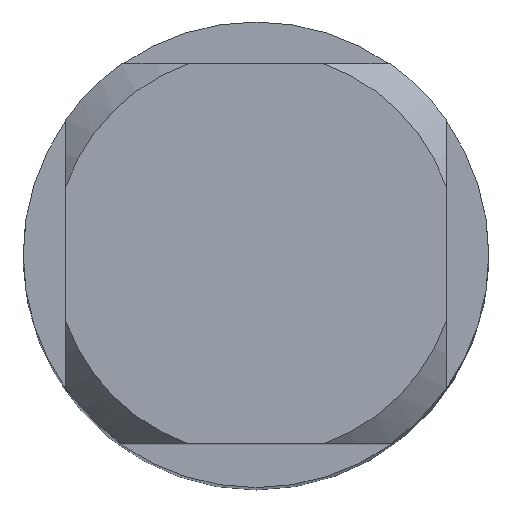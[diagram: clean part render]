
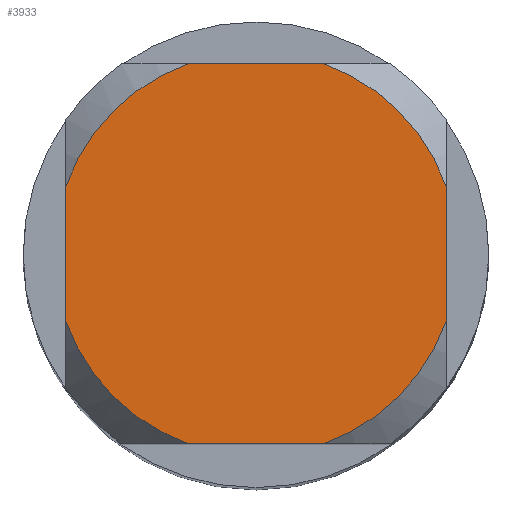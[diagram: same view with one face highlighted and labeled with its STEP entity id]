
A CAD part, top view. The second image highlights one B-rep face of the part: STEP entity #3933.
In plain terms, the highlighted planar face has unit normal (0, 0, 1).
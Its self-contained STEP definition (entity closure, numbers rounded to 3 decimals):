
#2503=VERTEX_POINT('',#7190);
#2587=EDGE_CURVE('',#4405,#5709,#7284,.T.);
#2591=EDGE_CURVE('',#3719,#5899,#7288,.T.);
#2605=EDGE_CURVE('',#3971,#5899,#7304,.T.);
#3147=EDGE_CURVE('',#3971,#4749,#7890,.T.);
#3301=EDGE_CURVE('',#2503,#5709,#8057,.T.);
#3719=VERTEX_POINT('',#8514);
#3933=ADVANCED_FACE('',(#8752),#8753,.T.);
#3971=VERTEX_POINT('',#8793);
#4073=VERTEX_POINT('',#8904);
#4159=EDGE_CURVE('',#4405,#4073,#9000,.T.);
#4405=VERTEX_POINT('',#9264);
#4749=VERTEX_POINT('',#9642);
#5709=VERTEX_POINT('',#10693);
#5899=VERTEX_POINT('',#10900);
#6313=EDGE_CURVE('',#3719,#4073,#11344,.T.);
#6667=EDGE_CURVE('',#2503,#4749,#11728,.T.);
#7190=CARTESIAN_POINT('',(-2.45,0.87,0.0));
#7284=LINE('',#12740,#12741);
#7288=CIRCLE('',#12748,2.6);
#7304=LINE('',#12774,#12775);
#7890=CIRCLE('',#14417,2.6);
#8057=CIRCLE('',#14856,2.6);
#8514=CARTESIAN_POINT('',(2.45,-0.87,0.0));
#8752=FACE_OUTER_BOUND('',#16753,.T.);
#8753=PLANE('',#16754);
#8793=CARTESIAN_POINT('',(-0.87,-2.45,0.0));
#8904=CARTESIAN_POINT('',(2.45,0.87,0.0));
#9000=CIRCLE('',#17427,2.6);
#9264=CARTESIAN_POINT('',(0.87,2.45,0.0));
#9642=CARTESIAN_POINT('',(-2.45,-0.87,0.0));
#10693=CARTESIAN_POINT('',(-0.87,2.45,0.0));
#10900=CARTESIAN_POINT('',(0.87,-2.45,0.0));
#11344=LINE('',#23238,#23239);
#11728=LINE('',#24151,#24152);
#12740=CARTESIAN_POINT('',(0.0,2.45,0.0));
#12741=VECTOR('',#25269,1.0);
#12748=AXIS2_PLACEMENT_3D('',#25271,#25272,#25273);
#12774=CARTESIAN_POINT('',(0.0,-2.45,0.0));
#12775=VECTOR('',#25294,1.0);
#14417=AXIS2_PLACEMENT_3D('',#25971,#25972,#25973);
#14856=AXIS2_PLACEMENT_3D('',#26131,#26132,#26133);
#16753=EDGE_LOOP('',(#27189,#27190,#27191,#27192,#27193,#27194,#27195,#27196));
#16754=AXIS2_PLACEMENT_3D('',#27197,#27198,#27199);
#17427=AXIS2_PLACEMENT_3D('',#27486,#27487,#27488);
#23238=CARTESIAN_POINT('',(2.45,0.65,0.0));
#23239=VECTOR('',#29819,1.0);
#24151=CARTESIAN_POINT('',(-2.45,0.65,0.0));
#24152=VECTOR('',#30211,1.0);
#25269=DIRECTION('',(-1.0,0.0,0.0));
#25271=CARTESIAN_POINT('',(0.0,0.0,0.0));
#25272=DIRECTION('',(0.0,0.0,-1.0));
#25273=DIRECTION('',(0.0,1.0,0.0));
#25294=DIRECTION('',(1.0,0.0,0.0));
#25971=CARTESIAN_POINT('',(0.0,0.0,0.0));
#25972=DIRECTION('',(0.0,0.0,-1.0));
#25973=DIRECTION('',(0.0,1.0,0.0));
#26131=CARTESIAN_POINT('',(0.0,0.0,0.0));
#26132=DIRECTION('',(0.0,0.0,-1.0));
#26133=DIRECTION('',(0.0,1.0,0.0));
#27189=ORIENTED_EDGE('',*,*,#6667,.T.);
#27190=ORIENTED_EDGE('',*,*,#3147,.F.);
#27191=ORIENTED_EDGE('',*,*,#2605,.T.);
#27192=ORIENTED_EDGE('',*,*,#2591,.F.);
#27193=ORIENTED_EDGE('',*,*,#6313,.T.);
#27194=ORIENTED_EDGE('',*,*,#4159,.F.);
#27195=ORIENTED_EDGE('',*,*,#2587,.T.);
#27196=ORIENTED_EDGE('',*,*,#3301,.F.);
#27197=CARTESIAN_POINT('',(0.0,1.3,0.0));
#27198=DIRECTION('',(-0.0,0.0,1.0));
#27199=DIRECTION('',(0.0,-1.0,0.0));
#27486=CARTESIAN_POINT('',(0.0,0.0,0.0));
#27487=DIRECTION('',(0.0,0.0,-1.0));
#27488=DIRECTION('',(0.0,1.0,0.0));
#29819=DIRECTION('',(-0.0,1.0,0.0));
#30211=DIRECTION('',(-0.0,-1.0,0.0));
